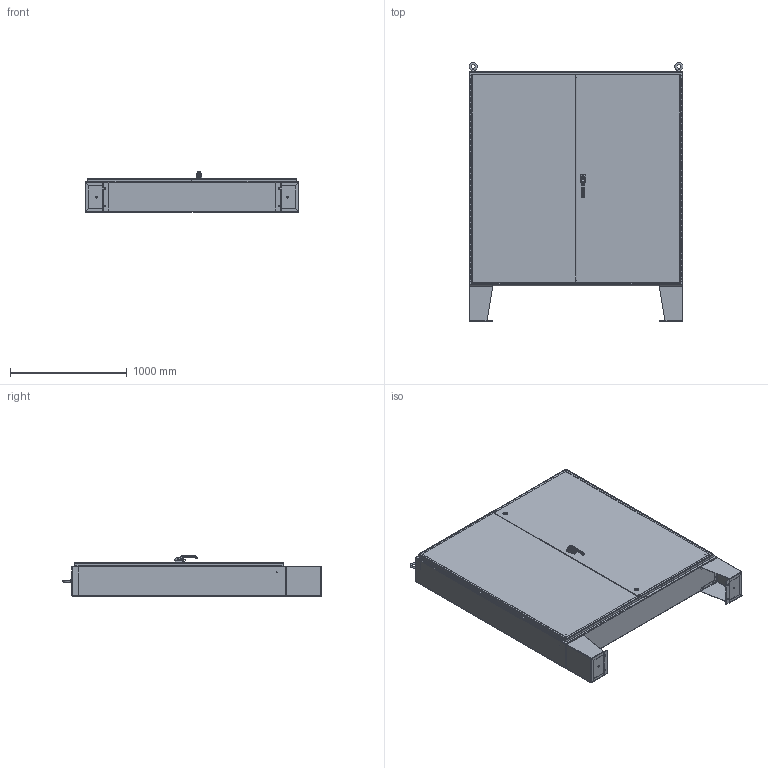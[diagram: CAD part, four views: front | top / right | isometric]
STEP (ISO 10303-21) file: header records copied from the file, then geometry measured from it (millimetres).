
FILE_DESCRIPTION(/* description */ ('ENCL,NEMA12,CS,2D,FM,72X72X10'),/* implementation_level */ '2;1');
FILE_NAME(/* name */ 'N12727210.stp',/* time_stamp */ '2021-01-23T06:56:58-06:00',/* author */ ('dnichola'),/* organization */ (''),/* preprocessor_version */ 'ST-DEVELOPER v18.1',/* originating_system */ 'Autodesk Inventor 2020',/* authorisation */ '');
FILE_SCHEMA (('AUTOMOTIVE_DESIGN { 1 0 10303 214 3 1 1 }'));
Products named in the file (52): N12727210; HFW3878; 349132; 3061; 316298; HFW3025; 38626; 38627; N127210BTM; N127210TOP; N12727210BLR; N127272FIP; N1260STRIPGSKT; HFW352004; N1272DPK; N127272LDR; N127272SDR; 3889; HSSN1300W68; HSSN1300W68_1; HSSN1300W68T; HSSN1300W68L; HSSN1300W68P; FK1210; FK1210LG; FK10B; LARGE_DOOR_ROD_ASSM-37027; HFW31712; 1091-903_AF0; 1091-903_AF0_1; 1091-903_AF0_2; PLASTIC-ROLLER-CAM_AF0_ASM; PLASTIC-ROLLER-CAM_AF1; 7379-M6-8X25_AF0; LOCK-NUT_AF0; SUPPORT-ROLL_AF0; 1091-BR11_AF0; 37027; ANSI B18.6.3 - 3/8-16 UNC - 1.75; HFW3762 ...
Assembly tree (83 placements, depth 5):
  N12727210
    HFW3878  x2
    38846  x6
    349132  x2
    3061  x2
    316298  x2
    HFW3025  x2
    38626  x2
    38627
    N127210BTM
    N127210TOP
    N12727210BLR
    N127272FIP  x2
    N1260STRIPGSKT
    HFW352004  x2
    N1272DPK
    N127272LDR
    N127272SDR
    3889  x8
    HSSN1300W68
      HSSN1300W68T
      HSSN1300W68L
      HSSN1300W68P
    HSSN1300W68_1
      HSSN1300W68T
      HSSN1300W68L
      HSSN1300W68P
    FK1210  x2
      FK1210LG
      FK10B
    LARGE_DOOR_ROD_ASSM-37027
      HFW31712
        1091-903_AF0
          1091-903_AF0_1
          1091-903_AF0_2
        PLASTIC-ROLLER-CAM_AF0_ASM
          PLASTIC-ROLLER-CAM_AF1
          7379-M6-8X25_AF0
          LOCK-NUT_AF0
        SUPPORT-ROLL_AF0
        1091-BR11_AF0
      37027  x2
      ANSI B18.6.3 - 3/8-16 UNC - 1.75  x2
      HFW3762  x4
      31215  x2
      3862  x2
    32450
    HFW312002  x2
      CP10184202R01_Standard
        CP10184202R01_Deep Recess
        CP10184202R03 MODIFY
      CP10184202R02
      CP10184202R04
        _22030_0932_Spring_Plunger__1_b_2
        _22030_0932_Spring_Plunger__1_a_4
Bounding box: 1831.97 x 2216.08 x 345.75 mm (x, y, z)
Volume: 29040986.1 mm3; surface area: 21417333.4 mm2
Topology: 77 solids, 1558 shells, 4641 faces, 15121 edges, 12120 vertices
Faces by surface type: plane 2063, cylinder 1451, bspline 532, torus 300, cone 167, sphere 128
Full cylindrical faces by diameter (mm): 1.5 x2, 3.5 x2, 3.9 x1, 4.2 x2, 4.5 x2, 4.762 x2, 4.773 x2, 5 x5, 5.16 x20, 6 x3, 6.128 x2, 6.172 x2, 6.35 x14, 6.41 x2, 6.535 x16, 7.112 x3, 7.144 x2, 7.938 x2, 8 x1, 8.153 x2, 8.2 x1, 8.382 x16, 8.56 x6, 8.7 x2, 9.525 x16, 10 x2, 10.16 x4, 12 x4, 12.7 x2, 13 x1
Entity records: 207822 total; most frequent: CARTESIAN_POINT 104302, DIRECTION 19270, ORIENTED_EDGE 15914, EDGE_CURVE 11329, VERTEX_POINT 9688, AXIS2_PLACEMENT_3D 6825, LINE 5620, VECTOR 5620
